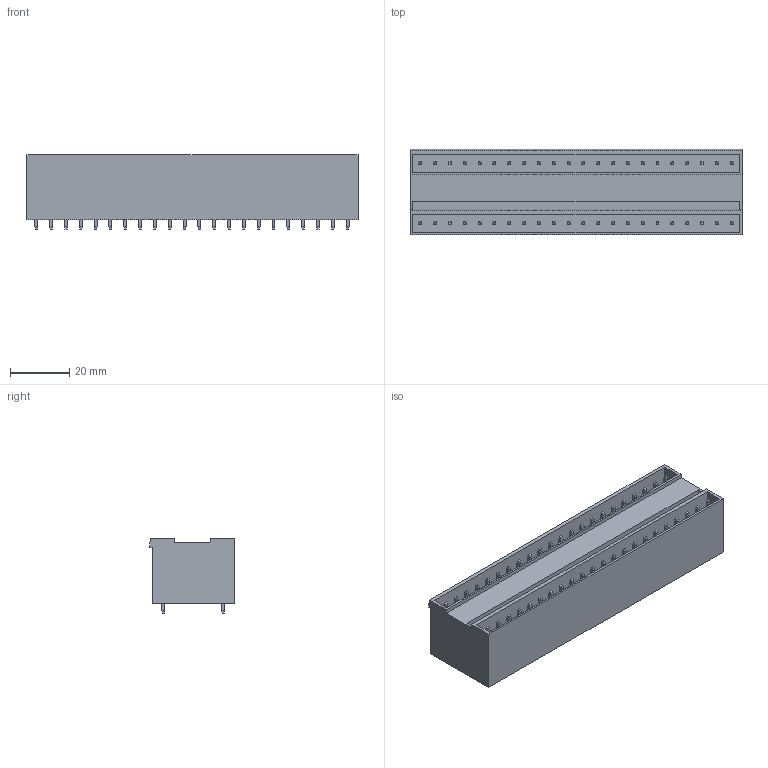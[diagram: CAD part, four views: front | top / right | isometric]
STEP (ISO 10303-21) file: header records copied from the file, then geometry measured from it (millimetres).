
FILE_DESCRIPTION(('CATIA V5 STEP Exchange','CAx-IF Rec.Pracs.--- Model Styling and Organization---1.2---2011-12-15'),'2;1');
FILE_NAME ('D1453515_0_1615010000_1615010000.stp','2018-11-03T03:57:29+00:00',('none'),('Weidmueller'),'CATIA Version 5-6 Release 2014','CATIA V5 STEP AP214','none');
FILE_SCHEMA(('AUTOMOTIVE_DESIGN { 1 0 10303 214 1 1 1 1 }'));
Length unit declared in the file: millimetre
Products named in the file (1): 1615010000
Bounding box: 112 x 28.68 x 25.2 mm (x, y, z)
Volume: 33013.2 mm3; surface area: 30207.2 mm2
Topology: 45 solids, 45 shells, 826 faces, 1850 edges, 1116 vertices
Faces by surface type: plane 826
Entity records: 19202 total; most frequent: ORIENTED_EDGE 3700, CARTESIAN_POINT 3628, DIRECTION 2116, EDGE_CURVE 1850, VECTOR 1498, LINE 1498, VERTEX_POINT 1116, EDGE_LOOP 916
